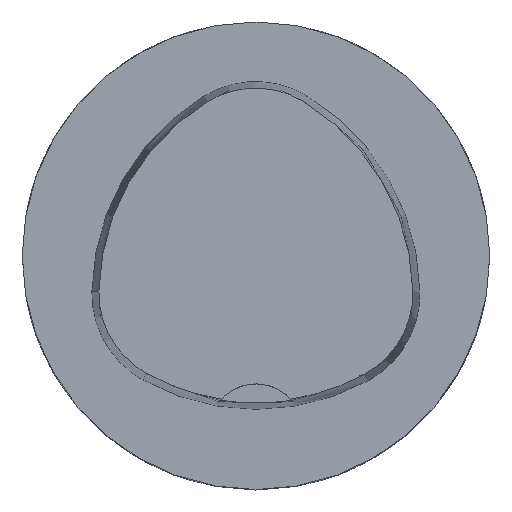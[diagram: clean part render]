
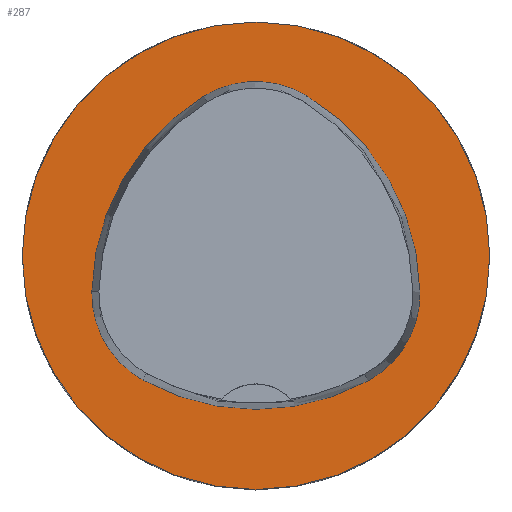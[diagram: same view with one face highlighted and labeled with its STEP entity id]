
A CAD part, top view. The second image highlights one B-rep face of the part: STEP entity #287.
In plain terms, the highlighted planar face has unit normal (0, 0, 1).
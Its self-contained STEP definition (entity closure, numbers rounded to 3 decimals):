
#55=PLANE('',#1111);
#210=FACE_BOUND('',#402,.T.);
#211=FACE_BOUND('',#403,.T.);
#287=ADVANCED_FACE('',(#210,#211),#55,.T.);
#402=EDGE_LOOP('',(#662,#663,#664,#665,#666,#667));
#403=EDGE_LOOP('',(#668));
#441=CIRCLE('',#1088,20.);
#443=CIRCLE('',#1091,8.5);
#445=CIRCLE('',#1094,20.);
#447=CIRCLE('',#1097,8.5);
#451=CIRCLE('',#1102,20.);
#453=CIRCLE('',#1105,8.5);
#456=CIRCLE('',#1110,20.);
#662=ORIENTED_EDGE('',*,*,#926,.T.);
#663=ORIENTED_EDGE('',*,*,#906,.T.);
#664=ORIENTED_EDGE('',*,*,#910,.T.);
#665=ORIENTED_EDGE('',*,*,#913,.T.);
#666=ORIENTED_EDGE('',*,*,#916,.T.);
#667=ORIENTED_EDGE('',*,*,#924,.T.);
#668=ORIENTED_EDGE('',*,*,#929,.F.);
#787=VERTEX_POINT('',#1662);
#788=VERTEX_POINT('',#1663);
#791=VERTEX_POINT('',#1671);
#793=VERTEX_POINT('',#1677);
#795=VERTEX_POINT('',#1683);
#802=VERTEX_POINT('',#1704);
#803=VERTEX_POINT('',#1714);
#906=EDGE_CURVE('',#787,#788,#441,.T.);
#910=EDGE_CURVE('',#788,#791,#443,.T.);
#913=EDGE_CURVE('',#791,#793,#445,.T.);
#916=EDGE_CURVE('',#793,#795,#447,.T.);
#924=EDGE_CURVE('',#795,#802,#451,.T.);
#926=EDGE_CURVE('',#802,#787,#453,.T.);
#929=EDGE_CURVE('',#803,#803,#456,.T.);
#1088=AXIS2_PLACEMENT_3D('',#1661,#1312,#1313);
#1091=AXIS2_PLACEMENT_3D('',#1670,#1320,#1321);
#1094=AXIS2_PLACEMENT_3D('',#1676,#1327,#1328);
#1097=AXIS2_PLACEMENT_3D('',#1682,#1334,#1335);
#1102=AXIS2_PLACEMENT_3D('',#1705,#1346,#1347);
#1105=AXIS2_PLACEMENT_3D('',#1708,#1352,#1353);
#1110=AXIS2_PLACEMENT_3D('',#1713,#1362,#1363);
#1111=AXIS2_PLACEMENT_3D('',#1715,#1364,#1365);
#1312=DIRECTION('',(0.,0.,-1.));
#1313=DIRECTION('',(-1.,0.,0.));
#1320=DIRECTION('',(0.,0.,-1.));
#1321=DIRECTION('',(-1.,0.,0.));
#1327=DIRECTION('',(0.,0.,-1.));
#1328=DIRECTION('',(-1.,0.,0.));
#1334=DIRECTION('',(0.,0.,-1.));
#1335=DIRECTION('',(-1.,0.,0.));
#1346=DIRECTION('',(0.,0.,-1.));
#1347=DIRECTION('',(-1.,0.,0.));
#1352=DIRECTION('',(0.,0.,-1.));
#1353=DIRECTION('',(-1.,0.,0.));
#1362=DIRECTION('',(0.,0.,-1.));
#1363=DIRECTION('',(-1.,0.,0.));
#1364=DIRECTION('',(0.,0.,1.));
#1365=DIRECTION('',(1.,0.,0.));
#1661=CARTESIAN_POINT('',(5.955,-3.414,0.));
#1662=CARTESIAN_POINT('',(-14.041,-3.042,0.));
#1663=CARTESIAN_POINT('',(-4.472,13.653,0.));
#1670=CARTESIAN_POINT('',(-0.04,6.4,0.));
#1671=CARTESIAN_POINT('',(4.347,13.68,0.));
#1676=CARTESIAN_POINT('',(-5.976,-3.45,0.));
#1677=CARTESIAN_POINT('',(14.021,-3.075,0.));
#1682=CARTESIAN_POINT('',(5.522,-3.235,0.));
#1683=CARTESIAN_POINT('',(9.588,-10.699,0.));
#1704=CARTESIAN_POINT('',(-9.655,-10.639,0.));
#1705=CARTESIAN_POINT('',(0.022,6.864,0.));
#1708=CARTESIAN_POINT('',(-5.543,-3.2,0.));
#1713=CARTESIAN_POINT('',(0.,0.,0.));
#1714=CARTESIAN_POINT('',(-20.,0.,0.));
#1715=CARTESIAN_POINT('',(0.,0.,0.));
